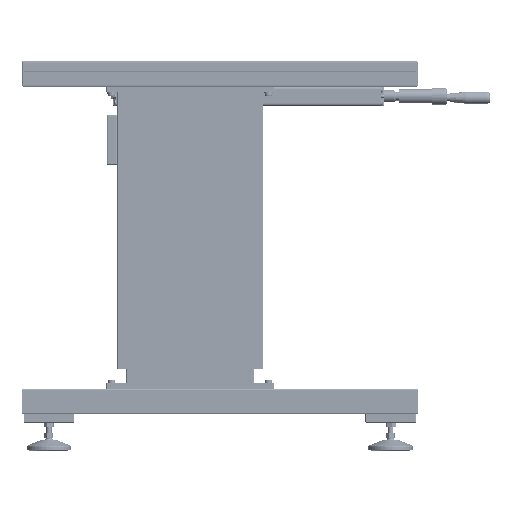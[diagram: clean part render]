
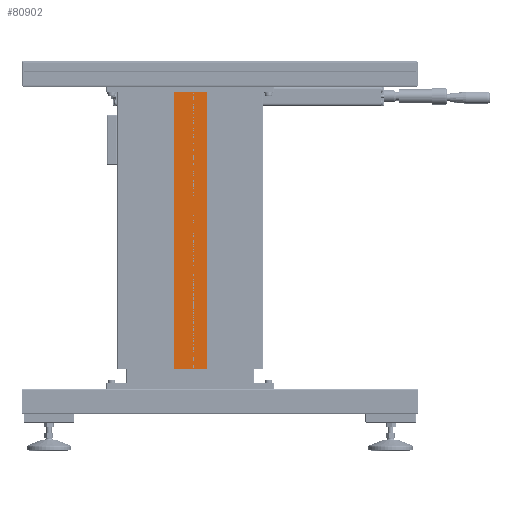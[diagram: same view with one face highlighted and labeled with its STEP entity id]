
A CAD part, left-side view. The second image highlights one B-rep face of the part: STEP entity #80902.
In plain terms, the highlighted face is planar.
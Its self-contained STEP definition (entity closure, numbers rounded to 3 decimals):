
#3488=PLANE('',#89037);
#9775=FACE_OUTER_BOUND('',#14009,.T.);
#14009=EDGE_LOOP('',(#72392,#72393,#72394,#72395));
#21860=LINE('',#142173,#29460);
#21861=LINE('',#142175,#29461);
#21862=LINE('',#142177,#29462);
#21863=LINE('',#142178,#29463);
#29460=VECTOR('',#109674,10.);
#29461=VECTOR('',#109675,10.);
#29462=VECTOR('',#109676,10.);
#29463=VECTOR('',#109677,10.);
#40409=VERTEX_POINT('',#142171);
#40410=VERTEX_POINT('',#142172);
#40411=VERTEX_POINT('',#142174);
#40412=VERTEX_POINT('',#142176);
#51235=EDGE_CURVE('',#40409,#40410,#21860,.T.);
#51236=EDGE_CURVE('',#40411,#40409,#21861,.T.);
#51237=EDGE_CURVE('',#40412,#40411,#21862,.T.);
#51238=EDGE_CURVE('',#40410,#40412,#21863,.T.);
#72392=ORIENTED_EDGE('',*,*,#51235,.F.);
#72393=ORIENTED_EDGE('',*,*,#51236,.F.);
#72394=ORIENTED_EDGE('',*,*,#51237,.F.);
#72395=ORIENTED_EDGE('',*,*,#51238,.F.);
#80902=ADVANCED_FACE('',(#9775),#3488,.T.);
#89037=AXIS2_PLACEMENT_3D('',#142170,#109672,#109673);
#109672=DIRECTION('center_axis',(0.,0.,
1.));
#109673=DIRECTION('ref_axis',(1.,0.,0.));
#109674=DIRECTION('',(-1.,0.,0.));
#109675=DIRECTION('',(0.,-1.,0.));
#109676=DIRECTION('',(1.,0.,0.));
#109677=DIRECTION('',(0.,1.,0.));
#142170=CARTESIAN_POINT('Origin',(-0.09,247.5,-30.));
#142171=CARTESIAN_POINT('',(29.38,0.,-30.));
#142172=CARTESIAN_POINT('',(-29.56,0.,-30.));
#142173=CARTESIAN_POINT('',(29.38,0.,-30.));
#142174=CARTESIAN_POINT('',(29.38,495.,-30.));
#142175=CARTESIAN_POINT('',(29.38,495.,-30.));
#142176=CARTESIAN_POINT('',(-29.56,495.,-30.));
#142177=CARTESIAN_POINT('',(-29.56,495.,-30.));
#142178=CARTESIAN_POINT('',(-29.56,0.,-30.));
